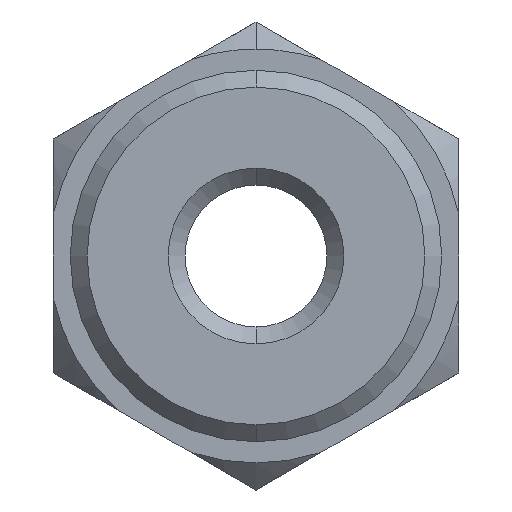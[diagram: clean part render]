
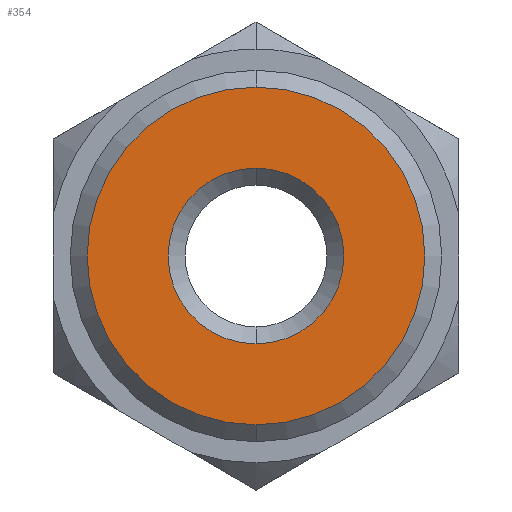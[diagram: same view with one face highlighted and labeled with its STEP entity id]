
A CAD part, front view. The second image highlights one B-rep face of the part: STEP entity #354.
In plain terms, the highlighted planar face has unit normal (0, -1, 0).
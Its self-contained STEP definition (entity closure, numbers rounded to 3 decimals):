
#7 = EDGE_CURVE ( 'NONE', #760, #1009, #685, .T. ) ;
#33 = EDGE_LOOP ( 'NONE', ( #308, #58 ) ) ;
#47 = AXIS2_PLACEMENT_3D ( 'NONE', #1271, #359, #663 ) ;
#53 = CARTESIAN_POINT ( 'NONE',  ( 0., -1., 2.6 ) ) ;
#58 = ORIENTED_EDGE ( 'NONE', *, *, #7, .T. ) ;
#70 = ORIENTED_EDGE ( 'NONE', *, *, #1110, .T. ) ;
#78 = EDGE_LOOP ( 'NONE', ( #1032, #70 ) ) ;
#110 = EDGE_CURVE ( 'NONE', #1101, #541, #174, .T. ) ;
#174 = CIRCLE ( 'NONE', #891, 5. ) ;
#209 = AXIS2_PLACEMENT_3D ( 'NONE', #974, #1076, #669 ) ;
#214 = CIRCLE ( 'NONE', #209, 5. ) ;
#218 = CARTESIAN_POINT ( 'NONE',  ( 0., -1., -2.6 ) ) ;
#308 = ORIENTED_EDGE ( 'NONE', *, *, #1177, .T. ) ;
#309 = DIRECTION ( 'NONE',  ( 0., 0., 1. ) ) ;
#352 = DIRECTION ( 'NONE',  ( 0., 0., 1. ) ) ;
#354 = ADVANCED_FACE ( 'NONE', ( #1295, #1202 ), #834, .F. ) ;
#359 = DIRECTION ( 'NONE',  ( 0., 1., 0. ) ) ;
#399 = AXIS2_PLACEMENT_3D ( 'NONE', #577, #877, #352 ) ;
#444 = AXIS2_PLACEMENT_3D ( 'NONE', #616, #626, #309 ) ;
#473 = DIRECTION ( 'NONE',  ( 0., -1., 0. ) ) ;
#541 = VERTEX_POINT ( 'NONE', #1065 ) ;
#577 = CARTESIAN_POINT ( 'NONE',  ( 0., -1., 0. ) ) ;
#616 = CARTESIAN_POINT ( 'NONE',  ( 0., -1., 0. ) ) ;
#626 = DIRECTION ( 'NONE',  ( 0., 1., 0. ) ) ;
#663 = DIRECTION ( 'NONE',  ( 0., 0., 1. ) ) ;
#669 = DIRECTION ( 'NONE',  ( 0., 0., 1. ) ) ;
#685 = CIRCLE ( 'NONE', #47, 2.6 ) ;
#760 = VERTEX_POINT ( 'NONE', #53 ) ;
#834 = PLANE ( 'NONE',  #444 ) ;
#877 = DIRECTION ( 'NONE',  ( 0., 1., 0. ) ) ;
#891 = AXIS2_PLACEMENT_3D ( 'NONE', #999, #473, #994 ) ;
#974 = CARTESIAN_POINT ( 'NONE',  ( 0., -1., 0. ) ) ;
#994 = DIRECTION ( 'NONE',  ( 0., 0., 1. ) ) ;
#999 = CARTESIAN_POINT ( 'NONE',  ( 0., -1., 0. ) ) ;
#1009 = VERTEX_POINT ( 'NONE', #218 ) ;
#1019 = CIRCLE ( 'NONE', #399, 2.6 ) ;
#1032 = ORIENTED_EDGE ( 'NONE', *, *, #110, .T. ) ;
#1065 = CARTESIAN_POINT ( 'NONE',  ( 0., -1., -5. ) ) ;
#1076 = DIRECTION ( 'NONE',  ( 0., -1., 0. ) ) ;
#1101 = VERTEX_POINT ( 'NONE', #1261 ) ;
#1110 = EDGE_CURVE ( 'NONE', #541, #1101, #214, .T. ) ;
#1177 = EDGE_CURVE ( 'NONE', #1009, #760, #1019, .T. ) ;
#1202 = FACE_OUTER_BOUND ( 'NONE', #78, .T. ) ;
#1261 = CARTESIAN_POINT ( 'NONE',  ( 0., -1., 5. ) ) ;
#1271 = CARTESIAN_POINT ( 'NONE',  ( 0., -1., 0. ) ) ;
#1295 = FACE_BOUND ( 'NONE', #33, .T. ) ;
